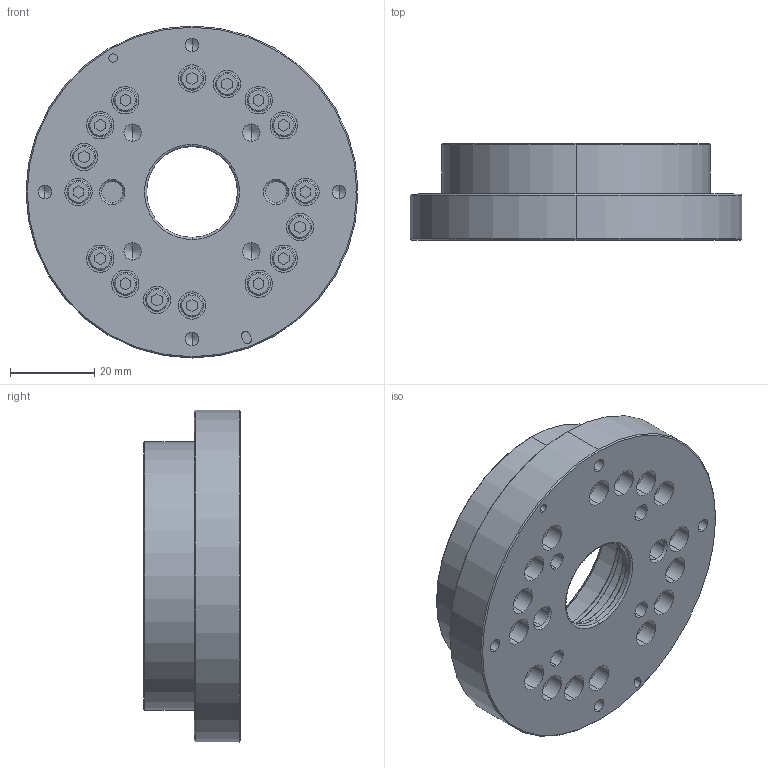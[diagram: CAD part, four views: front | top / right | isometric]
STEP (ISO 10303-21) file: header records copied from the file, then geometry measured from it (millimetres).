
FILE_DESCRIPTION (( 'STEP AP214' ), '1' );
FILE_NAME ('N6_A10SS J6.STEP', '2020-05-10T09:07:32', ( '' ), ( '' ), 'SwSTEP 2.0', 'SolidWorks 2019', '' );
FILE_SCHEMA (( 'AUTOMOTIVE_DESIGN' ));
Length unit declared in the file: millimetre
Products named in the file (1): N6_A10SS J6
Bounding box: 79 x 23 x 79 mm (x, y, z)
Volume: 60500.2 mm3; surface area: 20888.6 mm2
Topology: 1 solids, 1 shells, 345 faces, 785 edges, 494 vertices
Faces by surface type: plane 160, cylinder 111, cone 72, bspline 2
Entity records: 13608 total; most frequent: CARTESIAN_POINT 1841, DIRECTION 1739, ORIENTED_EDGE 1538, EDGE_CURVE 769, AXIS2_PLACEMENT_3D 632, VERTEX_POINT 494, VECTOR 475, LINE 475
